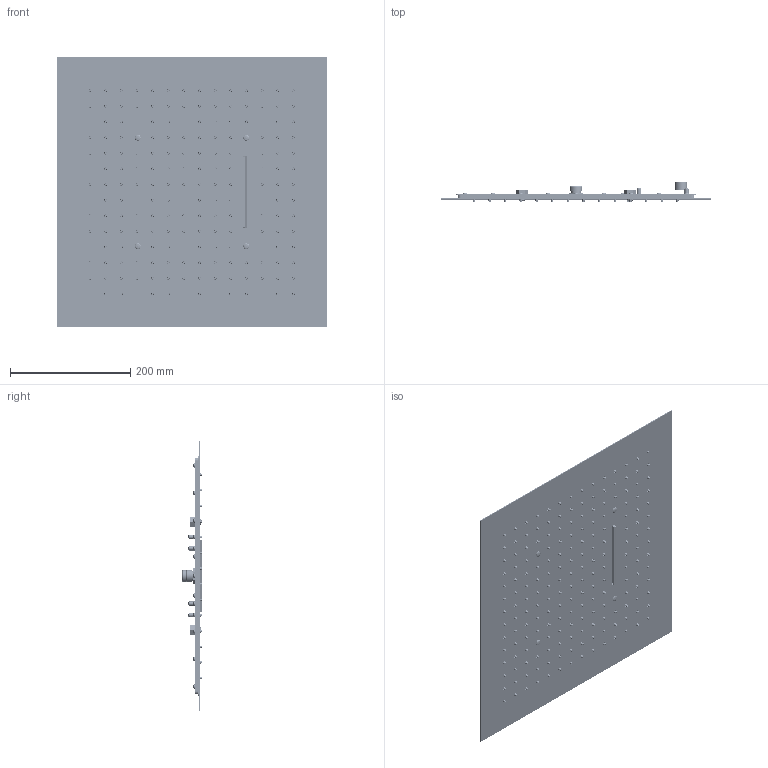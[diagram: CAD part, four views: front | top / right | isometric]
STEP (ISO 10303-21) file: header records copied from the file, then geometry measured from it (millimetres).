
FILE_DESCRIPTION (( 'STEP AP203' ), '1' );
FILE_NAME ('99ZP09563.STEP', '2024-06-19T07:12:14', ( '' ), ( '' ), 'SwSTEP 2.0', 'SolidWorks 2021', '' );
FILE_SCHEMA (( 'CONFIG_CONTROL_DESIGN' ));
Products named in the file (1): 99ZP09563
Bounding box: 450 x 33.5 x 450 mm (x, y, z)
Volume: 1468221.8 mm3; surface area: 540369.5 mm2
Topology: 191 solids, 191 shells, 3354 faces, 5429 edges, 3496 vertices
Faces by surface type: plane 1493, cylinder 1434, cone 380, torus 43, bspline 4
Full cylindrical faces by diameter (mm): 1 x186, 2.5 x39, 5 x372, 5.5 x1, 6.4 x186, 6.5 x4, 7.4 x43, 7.5 x186, 8.5 x8, 9 x4, 9.1 x186, 9.4 x186, 9.85 x4, 10.5 x1, 15 x1, 17.2 x1, 20.5 x1, 20.7 x1
Entity records: 68809 total; most frequent: DIRECTION 13516, CARTESIAN_POINT 10439, ORIENTED_EDGE 7070, AXIS2_PLACEMENT_3D 6640, EDGE_LOOP 6620, FACE_OUTER_BOUND 4807, EDGE_CURVE 3535, VERTEX_POINT 3439
